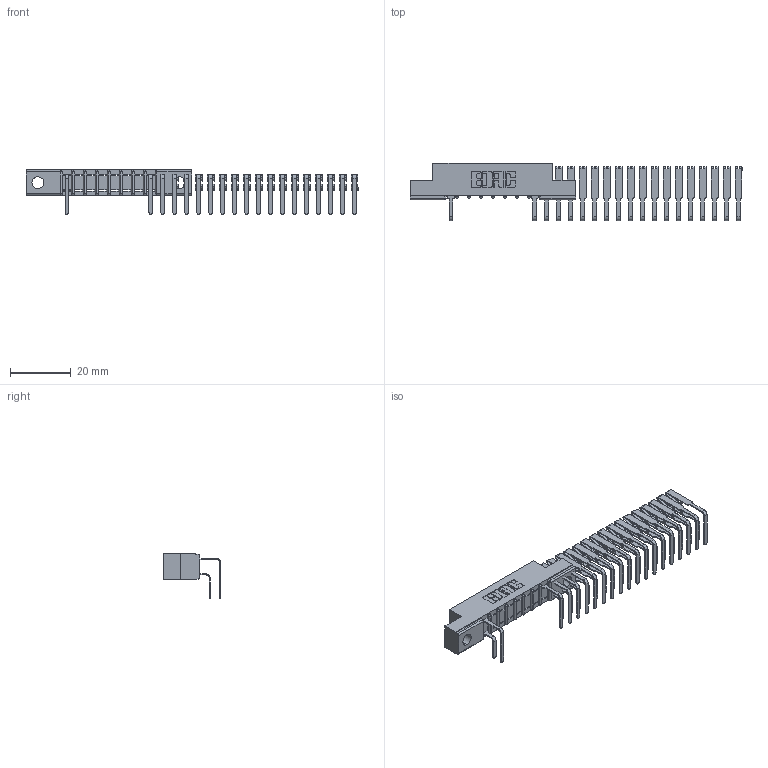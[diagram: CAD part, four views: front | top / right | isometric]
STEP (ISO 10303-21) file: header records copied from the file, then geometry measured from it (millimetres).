
FILE_DESCRIPTION (( 'STEP AP203' ), '1' );
FILE_NAME ('357-025-558-104.STEP', '2018-08-09T01:52:07', ( '' ), ( '' ), 'SwSTEP 2.0', 'SolidWorks 2016', '' );
FILE_SCHEMA (( 'CONFIG_CONTROL_DESIGN' ));
Length unit declared in the file: inch
Products named in the file (4): 307 Part_.156 Dia Mounting Holes; 307-290-001_558 559 - 1 (Single); 307-290-001_558 - 2 (Single); 357-025-558-104
Assembly tree (38 placements, depth 2):
  357-025-558-104
    307 Part_.156 Dia Mounting Holes
    307-290-001_558 559 - 1 (Single)  x18
    307-290-001_558 - 2 (Single)  x19
Bounding box: 109.72 x 18.96 x 14.81 mm (x, y, z)
Volume: 3911.9 mm3; surface area: 8606.8 mm2
Topology: 38 solids, 38 shells, 1781 faces, 4941 edges, 3218 vertices
Faces by surface type: plane 1179, cylinder 584, sphere 18
Entity records: 13843 total; most frequent: CARTESIAN_POINT 2193, DIRECTION 2175, ORIENTED_EDGE 2146, EDGE_CURVE 1073, LINE 815, VECTOR 815, VERTEX_POINT 698, AXIS2_PLACEMENT_3D 680
